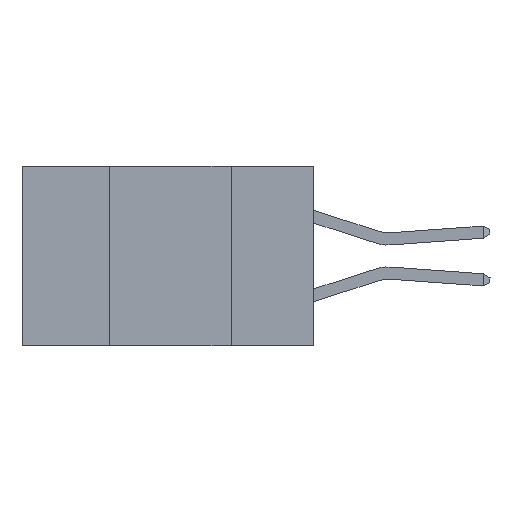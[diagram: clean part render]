
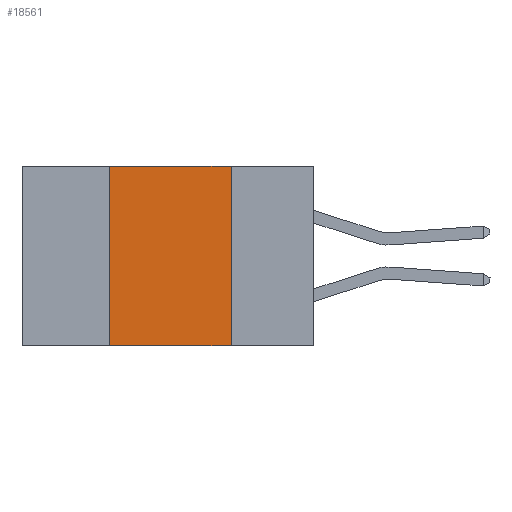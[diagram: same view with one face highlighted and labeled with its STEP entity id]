
A CAD part, left-side view. The second image highlights one B-rep face of the part: STEP entity #18561.
In plain terms, the highlighted planar face has unit normal (-1, 0, 0).
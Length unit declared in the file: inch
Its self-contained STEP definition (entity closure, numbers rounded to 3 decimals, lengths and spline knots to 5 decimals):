
#90 = VECTOR ( 'NONE', #5645, 39.37008 ) ;
#376 = VERTEX_POINT ( 'NONE', #18808 ) ;
#861 = CARTESIAN_POINT ( 'NONE',  ( 0., 0.17, 0. ) ) ;
#1239 = VECTOR ( 'NONE', #1473, 39.37008 ) ;
#1473 = DIRECTION ( 'NONE',  ( 0., 0., -1. ) ) ;
#1957 = ORIENTED_EDGE ( 'NONE', *, *, #16377, .T. ) ;
#2398 = VECTOR ( 'NONE', #7345, 39.37008 ) ;
#3540 = VECTOR ( 'NONE', #22411, 39.37008 ) ;
#3962 = CARTESIAN_POINT ( 'NONE',  ( 0., 0.42, 0. ) ) ;
#5645 = DIRECTION ( 'NONE',  ( 0., 0., 1. ) ) ;
#5895 = LINE ( 'NONE', #20616, #1239 ) ;
#7077 = LINE ( 'NONE', #12593, #2398 ) ;
#7345 = DIRECTION ( 'NONE',  ( 0., -1., 0. ) ) ;
#7638 = EDGE_CURVE ( 'NONE', #20079, #13131, #12945, .T. ) ;
#8142 = EDGE_LOOP ( 'NONE', ( #13840, #22238, #15296, #1957 ) ) ;
#8693 = DIRECTION ( 'NONE',  ( 1., 0., 0. ) ) ;
#11042 = VERTEX_POINT ( 'NONE', #15020 ) ;
#12593 = CARTESIAN_POINT ( 'NONE',  ( 0., 0.6, -0.37 ) ) ;
#12945 = LINE ( 'NONE', #17441, #3540 ) ;
#13131 = VERTEX_POINT ( 'NONE', #861 ) ;
#13840 = ORIENTED_EDGE ( 'NONE', *, *, #21894, .F. ) ;
#13936 = PLANE ( 'NONE',  #17674 ) ;
#14136 = LINE ( 'NONE', #3962, #90 ) ;
#14320 = EDGE_CURVE ( 'NONE', #11042, #20079, #14136, .T. ) ;
#15020 = CARTESIAN_POINT ( 'NONE',  ( 0., 0.42, -0.37 ) ) ;
#15248 = FACE_OUTER_BOUND ( 'NONE', #8142, .T. ) ;
#15296 = ORIENTED_EDGE ( 'NONE', *, *, #14320, .F. ) ;
#16377 = EDGE_CURVE ( 'NONE', #11042, #376, #7077, .T. ) ;
#17441 = CARTESIAN_POINT ( 'NONE',  ( 0., 0.6, 0. ) ) ;
#17674 = AXIS2_PLACEMENT_3D ( 'NONE', #19110, #8693, #20823 ) ;
#18455 = CARTESIAN_POINT ( 'NONE',  ( 0., 0.42, 0. ) ) ;
#18561 = ADVANCED_FACE ( 'NONE', ( #15248 ), #13936, .F. ) ;
#18808 = CARTESIAN_POINT ( 'NONE',  ( 0., 0.17, -0.37 ) ) ;
#19110 = CARTESIAN_POINT ( 'NONE',  ( 0., 0.6, 0. ) ) ;
#20079 = VERTEX_POINT ( 'NONE', #18455 ) ;
#20616 = CARTESIAN_POINT ( 'NONE',  ( 0., 0.17, 0. ) ) ;
#20823 = DIRECTION ( 'NONE',  ( 0., 0., -1. ) ) ;
#21894 = EDGE_CURVE ( 'NONE', #13131, #376, #5895, .T. ) ;
#22238 = ORIENTED_EDGE ( 'NONE', *, *, #7638, .F. ) ;
#22411 = DIRECTION ( 'NONE',  ( 0., -1., 0. ) ) ;
